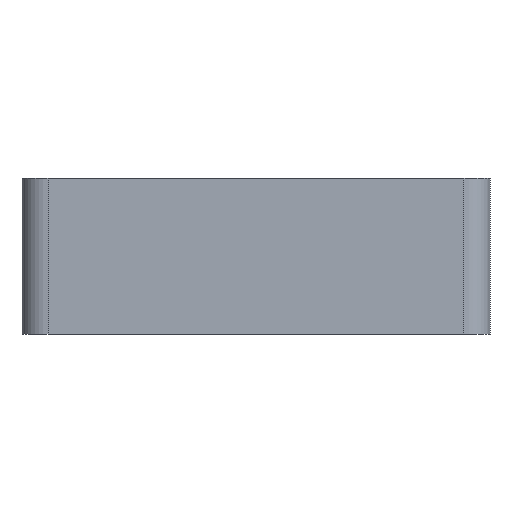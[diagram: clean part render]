
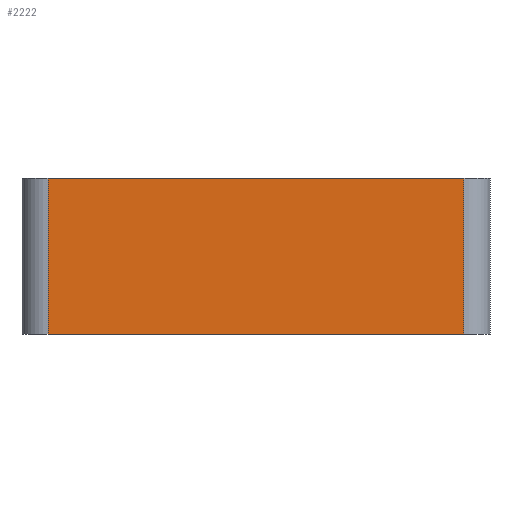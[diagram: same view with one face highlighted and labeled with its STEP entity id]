
A CAD part, left-side view. The second image highlights one B-rep face of the part: STEP entity #2222.
In plain terms, the highlighted planar face has unit normal (-1, 0, 0).
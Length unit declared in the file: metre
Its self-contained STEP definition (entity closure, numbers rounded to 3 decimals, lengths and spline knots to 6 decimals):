
#118=LINE('',#3469,#276);
#124=LINE('',#3507,#282);
#125=LINE('',#3509,#283);
#126=LINE('',#3511,#284);
#276=VECTOR('',#2729,1.);
#282=VECTOR('',#2769,1.);
#283=VECTOR('',#2770,1.);
#284=VECTOR('',#2771,1.);
#481=ORIENTED_EDGE('',*,*,#1092,.T.);
#482=ORIENTED_EDGE('',*,*,#1093,.F.);
#483=ORIENTED_EDGE('',*,*,#1094,.T.);
#484=ORIENTED_EDGE('',*,*,#1075,.F.);
#1075=EDGE_CURVE('',#1381,#1382,#118,.T.);
#1092=EDGE_CURVE('',#1381,#1397,#124,.F.);
#1093=EDGE_CURVE('',#1398,#1397,#125,.T.);
#1094=EDGE_CURVE('',#1398,#1382,#126,.F.);
#1381=VERTEX_POINT('',#3468);
#1382=VERTEX_POINT('',#3470);
#1397=VERTEX_POINT('',#3508);
#1398=VERTEX_POINT('',#3510);
#1704=EDGE_LOOP('',(#481,#482,#483,#484));
#1939=FACE_BOUND('',#1704,.T.);
#2157=PLANE('',#2414);
#2222=ADVANCED_FACE('',(#1939),#2157,.F.);
#2414=AXIS2_PLACEMENT_3D('',#3506,#2767,#2768);
#2729=DIRECTION('',(0.,-1.,0.));
#2767=DIRECTION('',(1.,0.,0.));
#2768=DIRECTION('',(0.,1.,0.));
#2769=DIRECTION('',(0.,0.,1.));
#2770=DIRECTION('',(0.,1.,0.));
#2771=DIRECTION('',(0.,0.,-1.));
#3468=CARTESIAN_POINT('',(-0.903,-0.1975,0.07));
#3469=CARTESIAN_POINT('',(-0.903,-0.1375,0.07));
#3470=CARTESIAN_POINT('',(-0.903,-0.2775,0.07));
#3506=CARTESIAN_POINT('',(-0.903,-0.1375,0.07));
#3507=CARTESIAN_POINT('',(-0.903,-0.1975,0.055));
#3508=CARTESIAN_POINT('',(-0.903,-0.1975,0.04));
#3509=CARTESIAN_POINT('',(-0.903,-0.1375,0.04));
#3510=CARTESIAN_POINT('',(-0.903,-0.2775,0.04));
#3511=CARTESIAN_POINT('',(-0.903,-0.2775,0.07));
